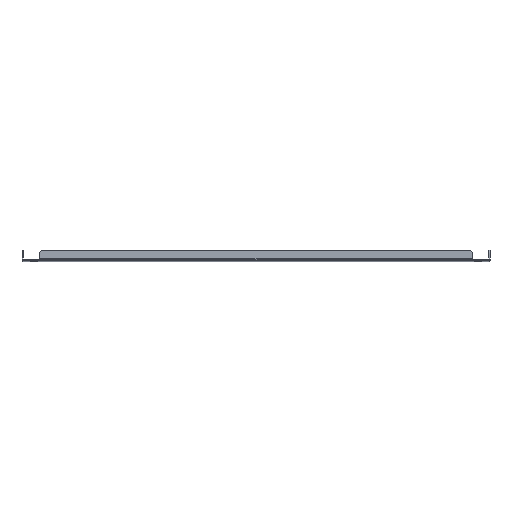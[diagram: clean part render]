
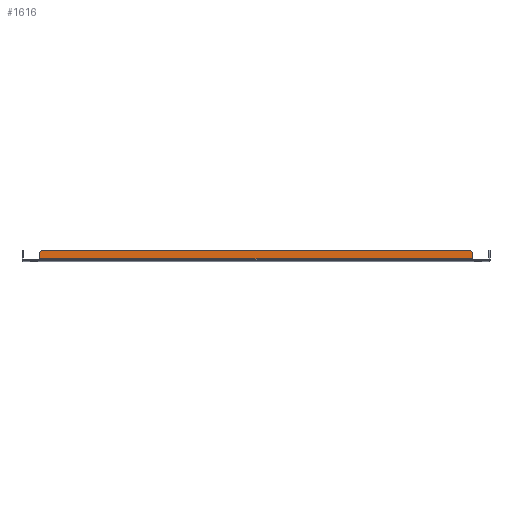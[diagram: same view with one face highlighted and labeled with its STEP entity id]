
A CAD part, top view. The second image highlights one B-rep face of the part: STEP entity #1616.
In plain terms, the highlighted planar face has unit normal (0, 0, 1).
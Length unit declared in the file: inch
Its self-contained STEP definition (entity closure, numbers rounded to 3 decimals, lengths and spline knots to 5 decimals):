
#65 = CIRCLE ( 'NONE', #1895, 0.25 ) ;
#81 = EDGE_CURVE ( 'NONE', #188, #1748, #247, .T. ) ;
#107 = PLANE ( 'NONE',  #395 ) ;
#133 = CARTESIAN_POINT ( 'NONE',  ( 15.24842, 0.125, 22.5 ) ) ;
#171 = DIRECTION ( 'NONE',  ( -1., 0., 0. ) ) ;
#186 = CARTESIAN_POINT ( 'NONE',  ( 14.99842, 0.5, 22.5 ) ) ;
#188 = VERTEX_POINT ( 'NONE', #429 ) ;
#223 = EDGE_CURVE ( 'NONE', #1251, #188, #65, .T. ) ;
#247 = LINE ( 'NONE', #1701, #1299 ) ;
#258 = CARTESIAN_POINT ( 'NONE',  ( 16.375, 0.09379, 22.5 ) ) ;
#285 = CARTESIAN_POINT ( 'NONE',  ( -14.99842, 0.5, 22.5 ) ) ;
#395 = AXIS2_PLACEMENT_3D ( 'NONE', #258, #1607, #781 ) ;
#418 = CARTESIAN_POINT ( 'NONE',  ( -15.24842, 0.125, 22.5 ) ) ;
#429 = CARTESIAN_POINT ( 'NONE',  ( -14.99842, 0.75, 22.5 ) ) ;
#481 = CARTESIAN_POINT ( 'NONE',  ( 14.99842, 0.75, 22.5 ) ) ;
#487 = VECTOR ( 'NONE', #1809, 39.37008 ) ;
#541 = LINE ( 'NONE', #1477, #487 ) ;
#580 = CARTESIAN_POINT ( 'NONE',  ( 15.24842, 0.125, 22.5 ) ) ;
#594 = DIRECTION ( 'NONE',  ( 0., -1., 0. ) ) ;
#675 = CIRCLE ( 'NONE', #1403, 0.25 ) ;
#781 = DIRECTION ( 'NONE',  ( 0., 1., 0. ) ) ;
#839 = ORIENTED_EDGE ( 'NONE', *, *, #846, .F. ) ;
#846 = EDGE_CURVE ( 'NONE', #974, #1342, #1095, .T. ) ;
#953 = DIRECTION ( 'NONE',  ( 0., 0., -1. ) ) ;
#974 = VERTEX_POINT ( 'NONE', #133 ) ;
#977 = VERTEX_POINT ( 'NONE', #1112 ) ;
#989 = VECTOR ( 'NONE', #1739, 39.37008 ) ;
#1050 = ORIENTED_EDGE ( 'NONE', *, *, #1437, .T. ) ;
#1074 = CARTESIAN_POINT ( 'NONE',  ( -15.24842, 0.125, 22.5 ) ) ;
#1095 = LINE ( 'NONE', #580, #989 ) ;
#1112 = CARTESIAN_POINT ( 'NONE',  ( 15.24842, 0.5, 22.5 ) ) ;
#1165 = ORIENTED_EDGE ( 'NONE', *, *, #1225, .F. ) ;
#1206 = DIRECTION ( 'NONE',  ( 0., 0., -1. ) ) ;
#1210 = CARTESIAN_POINT ( 'NONE',  ( -15.24842, 0.5, 22.5 ) ) ;
#1225 = EDGE_CURVE ( 'NONE', #1748, #977, #675, .T. ) ;
#1251 = VERTEX_POINT ( 'NONE', #1210 ) ;
#1299 = VECTOR ( 'NONE', #1754, 39.37008 ) ;
#1342 = VERTEX_POINT ( 'NONE', #1074 ) ;
#1386 = ORIENTED_EDGE ( 'NONE', *, *, #1566, .T. ) ;
#1403 = AXIS2_PLACEMENT_3D ( 'NONE', #186, #1206, #171 ) ;
#1437 = EDGE_CURVE ( 'NONE', #1251, #1342, #1598, .T. ) ;
#1477 = CARTESIAN_POINT ( 'NONE',  ( 15.24842, 0.125, 22.5 ) ) ;
#1566 = EDGE_CURVE ( 'NONE', #974, #977, #541, .T. ) ;
#1598 = LINE ( 'NONE', #418, #2004 ) ;
#1607 = DIRECTION ( 'NONE',  ( 0., 0., -1. ) ) ;
#1616 = ADVANCED_FACE ( 'NONE', ( #1915 ), #107, .F. ) ;
#1698 = ORIENTED_EDGE ( 'NONE', *, *, #81, .F. ) ;
#1701 = CARTESIAN_POINT ( 'NONE',  ( 16.375, 0.75, 22.5 ) ) ;
#1739 = DIRECTION ( 'NONE',  ( -1., 0., 0. ) ) ;
#1748 = VERTEX_POINT ( 'NONE', #481 ) ;
#1754 = DIRECTION ( 'NONE',  ( 1., 0., 0. ) ) ;
#1764 = DIRECTION ( 'NONE',  ( -1., 0., 0. ) ) ;
#1809 = DIRECTION ( 'NONE',  ( 0., 1., 0. ) ) ;
#1833 = ORIENTED_EDGE ( 'NONE', *, *, #223, .F. ) ;
#1895 = AXIS2_PLACEMENT_3D ( 'NONE', #285, #953, #1764 ) ;
#1915 = FACE_OUTER_BOUND ( 'NONE', #2133, .T. ) ;
#2004 = VECTOR ( 'NONE', #594, 39.37008 ) ;
#2133 = EDGE_LOOP ( 'NONE', ( #1833, #1050, #839, #1386, #1165, #1698 ) ) ;
